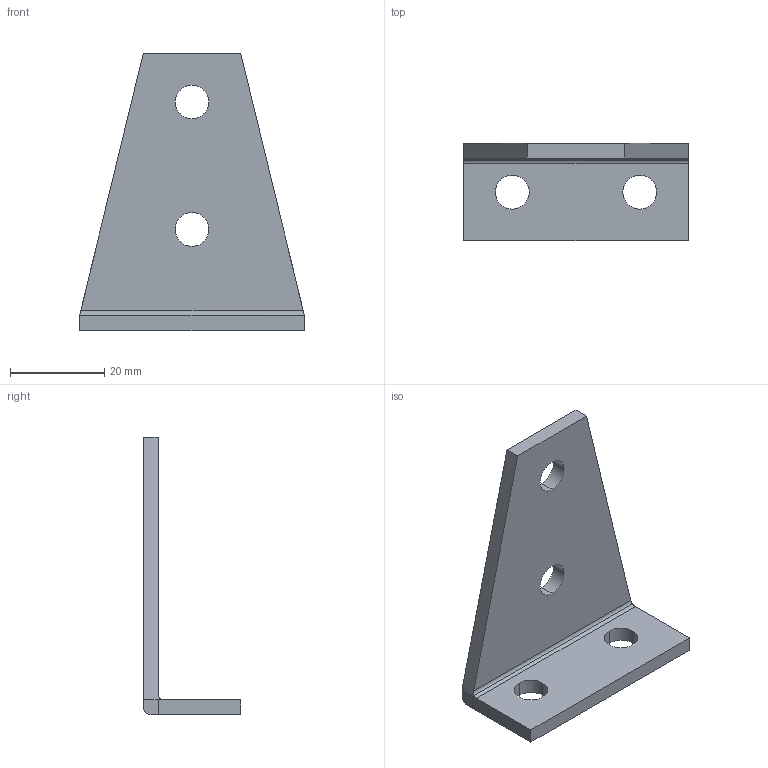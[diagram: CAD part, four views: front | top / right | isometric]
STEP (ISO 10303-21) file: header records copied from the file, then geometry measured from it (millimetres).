
FILE_DESCRIPTION(('TurboCAD Mac Pro'),'Build 980');
FILE_NAME('P6359.stp',' ',(''),(''),'ACIS Interop','IMSI','TurboCAD Mac Pro BY IMSI, INCORPORATED');
FILE_SCHEMA(('automotive_design'));
Length unit declared in the file: inch
Products named in the file (1): 1
Bounding box: 47.63 x 20.64 x 58.74 mm (x, y, z)
Volume: 8618.1 mm3; surface area: 6376.1 mm2
Topology: 1 solids, 1 shells, 35 faces, 97 edges, 64 vertices
Faces by surface type: bspline 16, plane 15, cylinder 4
Entity records: 1521 total; most frequent: CARTESIAN_POINT 405, ORIENTED_EDGE 194, DIRECTION 115, EDGE_CURVE 97, VERTEX_POINT 64, LINE 55, VECTOR 55, EDGE_LOOP 43
